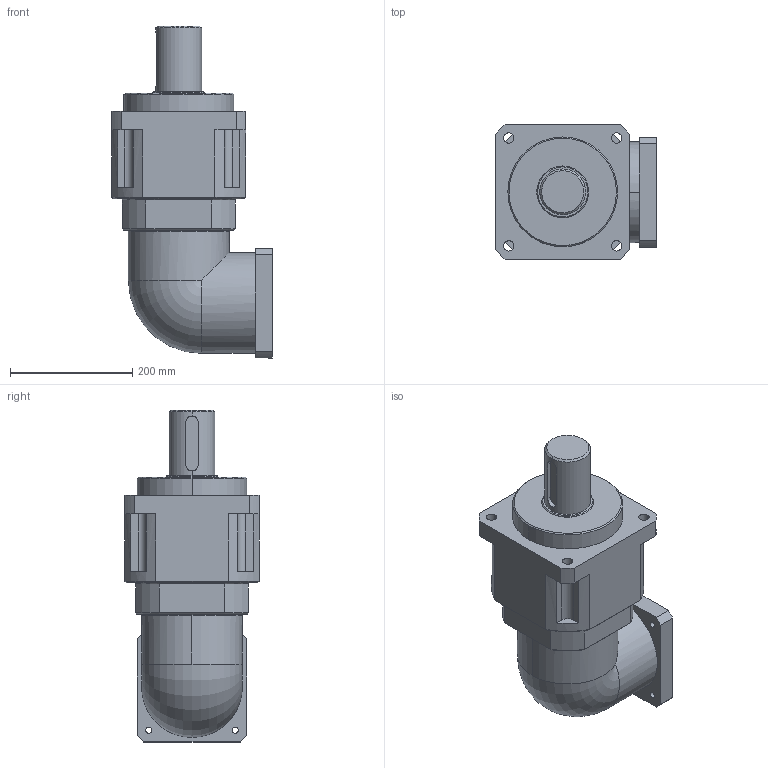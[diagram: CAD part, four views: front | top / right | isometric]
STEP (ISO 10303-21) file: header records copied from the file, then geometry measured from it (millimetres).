
FILE_DESCRIPTION (( 'STEP AP203' ), '1' );
FILE_NAME ('ABR220-L3-K-35-114.3-200.STEP', '2022-06-16T08:11:57', ( 'PC' ), ( 'Microsoft' ), 'SwSTEP 2.0', 'SolidWorks 2016', '' );
FILE_SCHEMA (( 'CONFIG_CONTROL_DESIGN' ));
Length unit declared in the file: millimetre
Products named in the file (1): ABR220-L3-K-35-114.3-200
Bounding box: 263.5 x 220 x 544.2 mm (x, y, z)
Volume: 14510307.9 mm3; surface area: 503955.6 mm2
Topology: 1 solids, 1 shells, 143 faces, 363 edges, 229 vertices
Faces by surface type: plane 62, cylinder 57, cone 23, torus 1
Entity records: 4534 total; most frequent: CARTESIAN_POINT 924, DIRECTION 765, ORIENTED_EDGE 722, EDGE_CURVE 361, AXIS2_PLACEMENT_3D 294, VERTEX_POINT 229, VECTOR 177, LINE 177
